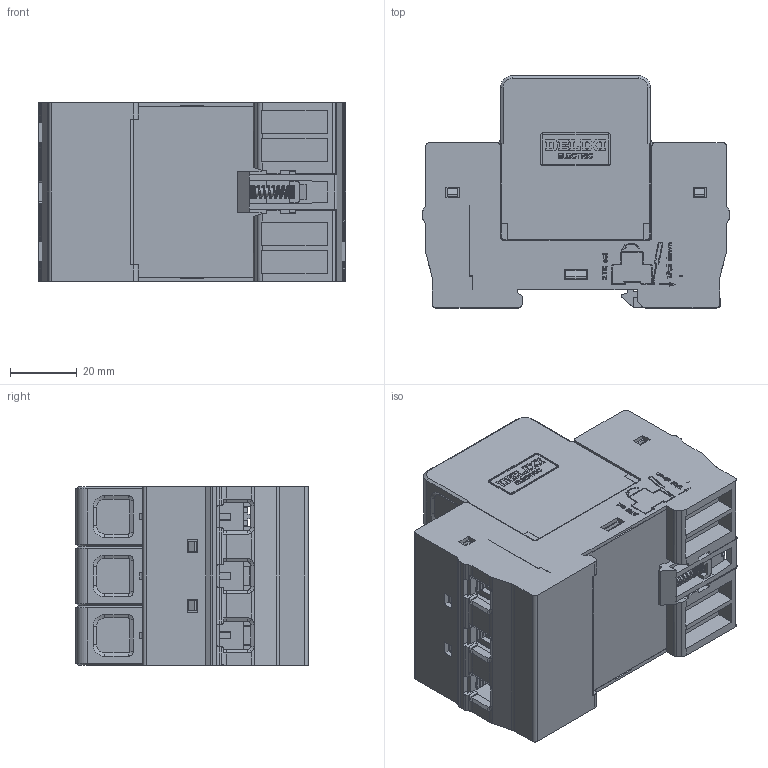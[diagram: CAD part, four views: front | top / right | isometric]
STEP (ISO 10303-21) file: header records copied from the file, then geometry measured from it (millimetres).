
FILE_DESCRIPTION((''),'2;1');
FILE_NAME('2DLX_207_001_31_ASM_SW0001','2019-12-12T',('linxiao.guan'),(''),'PRO/ENGINEER BY PARAMETRIC TECHNOLOGY CORPORATION, 2015440','PRO/ENGINEER BY PARAMETRIC TECHNOLOGY CORPORATION, 2015440','');
FILE_SCHEMA(('CONFIG_CONTROL_DESIGN'));
Products named in the file (1): 2DLX_207_001_31_ASM_SW0001
Bounding box: 92 x 69.5 x 53.6 mm (x, y, z)
Volume: 66390 mm3; surface area: 87705.5 mm2
Topology: 2 solids, 2 shells, 3592 faces, 10399 edges, 6857 vertices
Faces by surface type: plane 3201, cylinder 271, cone 60, torus 24, bspline 20, sphere 16
Entity records: 122718 total; most frequent: CARTESIAN_POINT 27723, ORIENTED_EDGE 20784, DIRECTION 18022, EDGE_CURVE 10392, VECTOR 9414, LINE 9414, VERTEX_POINT 6857, AXIS2_PLACEMENT_3D 4304
